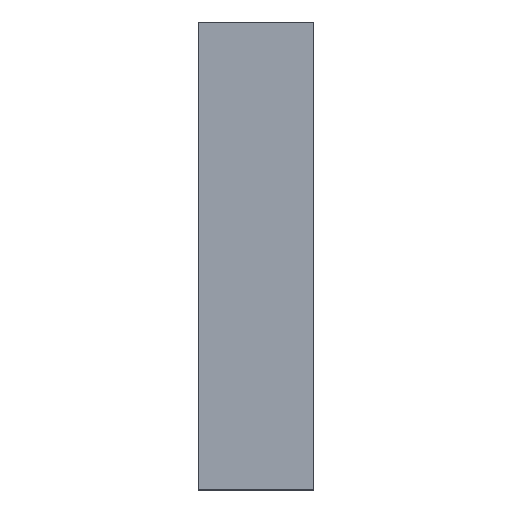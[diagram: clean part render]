
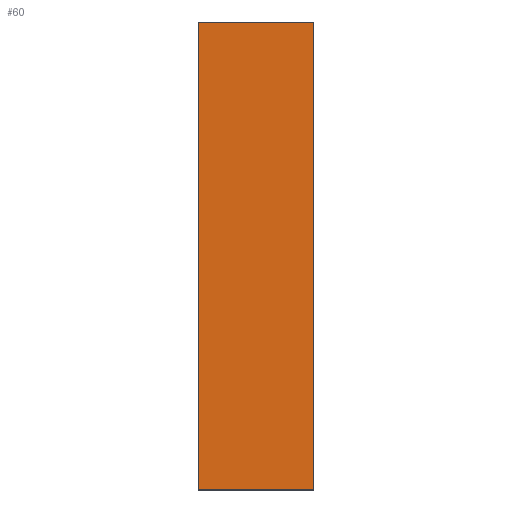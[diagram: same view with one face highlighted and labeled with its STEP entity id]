
A CAD part, top view. The second image highlights one B-rep face of the part: STEP entity #60.
In plain terms, the highlighted planar face has unit normal (0, 0, 1).
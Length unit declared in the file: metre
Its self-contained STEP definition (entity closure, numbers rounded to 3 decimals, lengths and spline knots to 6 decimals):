
#2 = EDGE_CURVE ( 'NONE', #211, #239, #168, .T. ) ;
#33 = VECTOR ( 'NONE', #151, 1. ) ;
#54 = LINE ( 'NONE', #266, #322 ) ;
#57 = ORIENTED_EDGE ( 'NONE', *, *, #97, .T. ) ;
#60 = ADVANCED_FACE ( 'NONE', ( #118 ), #226, .F. ) ;
#94 = DIRECTION ( 'NONE',  ( -1., 0., 0. ) ) ;
#97 = EDGE_CURVE ( 'NONE', #207, #237, #176, .T. ) ;
#100 = LINE ( 'NONE', #132, #119 ) ;
#111 = EDGE_CURVE ( 'NONE', #237, #239, #100, .T. ) ;
#116 = AXIS2_PLACEMENT_3D ( 'NONE', #329, #330, #94 ) ;
#118 = FACE_OUTER_BOUND ( 'NONE', #154, .T. ) ;
#119 = VECTOR ( 'NONE', #202, 1. ) ;
#132 = CARTESIAN_POINT ( 'NONE',  ( 0.1475, 0.5975, 0. ) ) ;
#134 = DIRECTION ( 'NONE',  ( -1., 0., 0. ) ) ;
#150 = CARTESIAN_POINT ( 'NONE',  ( -0.1475, -0.5975, 0. ) ) ;
#151 = DIRECTION ( 'NONE',  ( 0., 1., 0. ) ) ;
#154 = EDGE_LOOP ( 'NONE', ( #281, #57, #293, #250 ) ) ;
#168 = LINE ( 'NONE', #336, #219 ) ;
#176 = LINE ( 'NONE', #285, #33 ) ;
#202 = DIRECTION ( 'NONE',  ( -1., 0., 0. ) ) ;
#207 = VERTEX_POINT ( 'NONE', #290 ) ;
#211 = VERTEX_POINT ( 'NONE', #150 ) ;
#219 = VECTOR ( 'NONE', #252, 1. ) ;
#222 = EDGE_CURVE ( 'NONE', #207, #211, #54, .T. ) ;
#226 = PLANE ( 'NONE',  #116 ) ;
#237 = VERTEX_POINT ( 'NONE', #310 ) ;
#239 = VERTEX_POINT ( 'NONE', #240 ) ;
#240 = CARTESIAN_POINT ( 'NONE',  ( -0.1475, 0.5975, 0. ) ) ;
#250 = ORIENTED_EDGE ( 'NONE', *, *, #2, .F. ) ;
#252 = DIRECTION ( 'NONE',  ( 0., 1., 0. ) ) ;
#266 = CARTESIAN_POINT ( 'NONE',  ( 0.1475, -0.5975, 0. ) ) ;
#281 = ORIENTED_EDGE ( 'NONE', *, *, #222, .F. ) ;
#285 = CARTESIAN_POINT ( 'NONE',  ( 0.1475, -0.5975, 0. ) ) ;
#290 = CARTESIAN_POINT ( 'NONE',  ( 0.1475, -0.5975, 0. ) ) ;
#293 = ORIENTED_EDGE ( 'NONE', *, *, #111, .T. ) ;
#310 = CARTESIAN_POINT ( 'NONE',  ( 0.1475, 0.5975, 0. ) ) ;
#322 = VECTOR ( 'NONE', #134, 1. ) ;
#329 = CARTESIAN_POINT ( 'NONE',  ( 0., 0., 0. ) ) ;
#330 = DIRECTION ( 'NONE',  ( 0., 0., -1. ) ) ;
#336 = CARTESIAN_POINT ( 'NONE',  ( -0.1475, -0.5975, 0. ) ) ;
